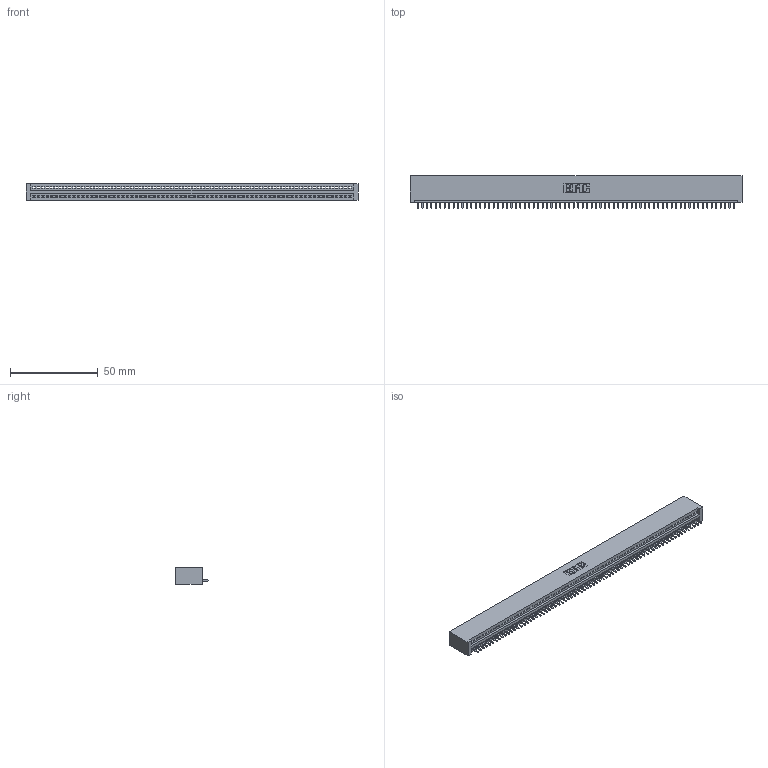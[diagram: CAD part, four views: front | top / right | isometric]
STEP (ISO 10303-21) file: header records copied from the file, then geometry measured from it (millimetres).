
FILE_DESCRIPTION (( 'STEP AP203' ), '1' );
FILE_NAME ('395-072-521-101.STEP', '2019-10-26T07:51:25', ( '' ), ( '' ), 'SwSTEP 2.0', 'SolidWorks 2016', '' );
FILE_SCHEMA (( 'CONFIG_CONTROL_DESIGN' ));
Length unit declared in the file: inch
Products named in the file (3): 395-072-521-101; 345 Part_No Mounting Lugs; 345-292-001_345-293-121
Assembly tree (73 placements, depth 2):
  395-072-521-101
    345 Part_No Mounting Lugs
    345-292-001_345-293-121  x72
Bounding box: 189.48 x 18.72 x 9.4 mm (x, y, z)
Volume: 18622.7 mm3; surface area: 24544.5 mm2
Topology: 73 solids, 73 shells, 4294 faces, 12989 edges, 8562 vertices
Faces by surface type: plane 2956, cylinder 1338
Entity records: 49891 total; most frequent: ORIENTED_EDGE 8654, CARTESIAN_POINT 8648, DIRECTION 7503, EDGE_CURVE 4327, LINE 3915, VECTOR 3915, VERTEX_POINT 2882, AXIS2_PLACEMENT_3D 1794
